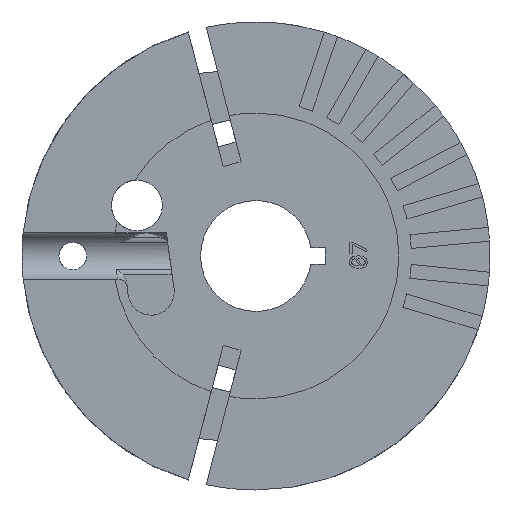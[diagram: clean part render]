
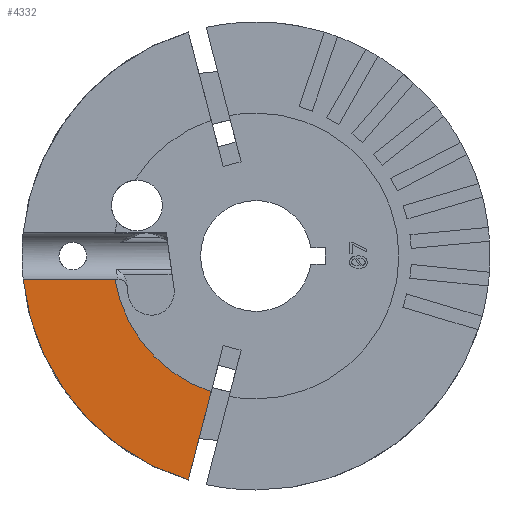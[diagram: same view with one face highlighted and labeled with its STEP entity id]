
A CAD part, left-side view. The second image highlights one B-rep face of the part: STEP entity #4332.
In plain terms, the highlighted planar face has unit normal (-1, 0, 0).
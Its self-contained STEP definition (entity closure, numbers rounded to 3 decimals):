
#12 = VECTOR ( 'NONE', #5167, 1000. ) ;
#73 = LINE ( 'NONE', #2098, #12 ) ;
#142 = CIRCLE ( 'NONE', #2471, 25.325 ) ;
#367 = DIRECTION ( 'NONE',  ( -1., 0., 0. ) ) ;
#461 = CARTESIAN_POINT ( 'NONE',  ( 1.6, 25.201, -2.5 ) ) ;
#642 = CARTESIAN_POINT ( 'NONE',  ( 1.6, 4.846, -14.697 ) ) ;
#934 = DIRECTION ( 'NONE',  ( 0., 0., 1. ) ) ;
#1415 = EDGE_CURVE ( 'NONE', #5061, #3887, #4036, .T. ) ;
#1599 = ORIENTED_EDGE ( 'NONE', *, *, #5126, .T. ) ;
#1603 = ORIENTED_EDGE ( 'NONE', *, *, #6229, .F. ) ;
#1685 = ORIENTED_EDGE ( 'NONE', *, *, #1415, .T. ) ;
#1861 = PLANE ( 'NONE',  #6379 ) ;
#2098 = CARTESIAN_POINT ( 'NONE',  ( 1.6, 2.597, -2.5 ) ) ;
#2471 = AXIS2_PLACEMENT_3D ( 'NONE', #2970, #5471, #934 ) ;
#2487 = DIRECTION ( 'NONE',  ( 0., -0.251, 0.968 ) ) ;
#2970 = CARTESIAN_POINT ( 'NONE',  ( 1.6, 0., 0. ) ) ;
#2980 = CARTESIAN_POINT ( 'NONE',  ( 1.6, 0.968, 0.251 ) ) ;
#3291 = EDGE_CURVE ( 'NONE', #4874, #4424, #73, .T. ) ;
#3880 = CARTESIAN_POINT ( 'NONE',  ( 1.6, 0., 0. ) ) ;
#3887 = VERTEX_POINT ( 'NONE', #642 ) ;
#4024 = CARTESIAN_POINT ( 'NONE',  ( 1.6, 0., 0. ) ) ;
#4036 = LINE ( 'NONE', #2980, #4850 ) ;
#4332 = ADVANCED_FACE ( 'NONE', ( #6381 ), #1861, .T. ) ;
#4424 = VERTEX_POINT ( 'NONE', #461 ) ;
#4443 = CARTESIAN_POINT ( 'NONE',  ( 1.6, 7.323, -24.243 ) ) ;
#4850 = VECTOR ( 'NONE', #2487, 1000. ) ;
#4874 = VERTEX_POINT ( 'NONE', #5707 ) ;
#4877 = AXIS2_PLACEMENT_3D ( 'NONE', #4024, #5071, #5140 ) ;
#5061 = VERTEX_POINT ( 'NONE', #4443 ) ;
#5071 = DIRECTION ( 'NONE',  ( -1., 0., 0. ) ) ;
#5126 = EDGE_CURVE ( 'NONE', #4424, #5061, #142, .T. ) ;
#5140 = DIRECTION ( 'NONE',  ( 0., 0., 1. ) ) ;
#5167 = DIRECTION ( 'NONE',  ( 0., 1., 0. ) ) ;
#5471 = DIRECTION ( 'NONE',  ( -1., 0., 0. ) ) ;
#5707 = CARTESIAN_POINT ( 'NONE',  ( 1.6, 15.272, -2.5 ) ) ;
#6039 = CIRCLE ( 'NONE', #4877, 15.475 ) ;
#6199 = EDGE_LOOP ( 'NONE', ( #1599, #1685, #1603, #6278 ) ) ;
#6229 = EDGE_CURVE ( 'NONE', #4874, #3887, #6039, .T. ) ;
#6278 = ORIENTED_EDGE ( 'NONE', *, *, #3291, .T. ) ;
#6379 = AXIS2_PLACEMENT_3D ( 'NONE', #3880, #367, #6410 ) ;
#6381 = FACE_OUTER_BOUND ( 'NONE', #6199, .T. ) ;
#6410 = DIRECTION ( 'NONE',  ( 0., 0., 1. ) ) ;
